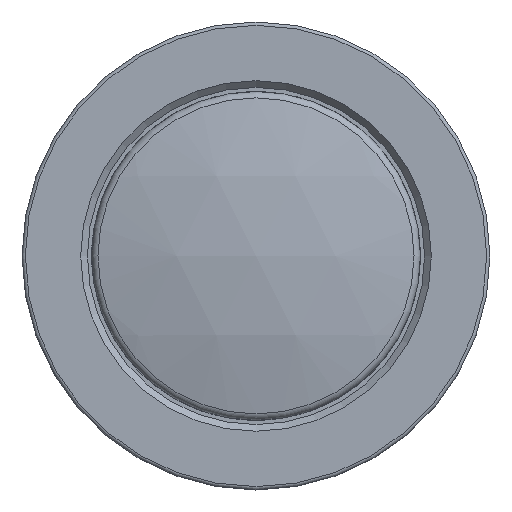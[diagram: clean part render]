
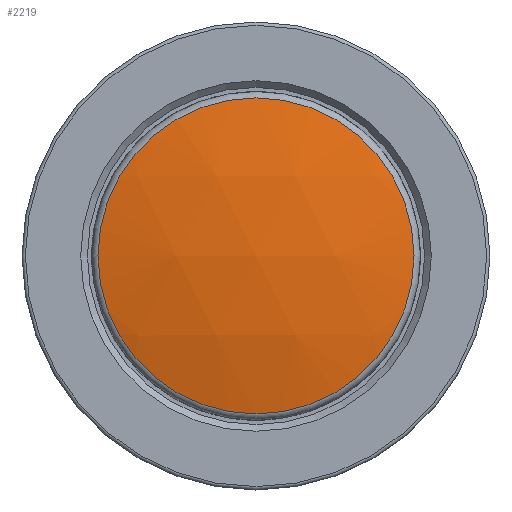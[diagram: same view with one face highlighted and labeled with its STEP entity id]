
A CAD part, top view. The second image highlights one B-rep face of the part: STEP entity #2219.
In plain terms, the highlighted spherical face has radius 39 mm.
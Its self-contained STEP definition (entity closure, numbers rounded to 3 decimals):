
#16=SPHERICAL_SURFACE('',#2484,39.);
#293=FACE_OUTER_BOUND('',#437,.T.);
#437=EDGE_LOOP('',(#2067,#2068));
#889=CIRCLE('',#2485,9.421);
#890=CIRCLE('',#2486,9.421);
#1110=VERTEX_POINT('',#3931);
#1111=VERTEX_POINT('',#3932);
#1431=EDGE_CURVE('',#1110,#1111,#889,.T.);
#1432=EDGE_CURVE('',#1111,#1110,#890,.T.);
#2067=ORIENTED_EDGE('',*,*,#1431,.F.);
#2068=ORIENTED_EDGE('',*,*,#1432,.F.);
#2219=ADVANCED_FACE('',(#293),#16,.T.);
#2484=AXIS2_PLACEMENT_3D('',#3930,#3137,#3138);
#2485=AXIS2_PLACEMENT_3D('',#3933,#3139,#3140);
#2486=AXIS2_PLACEMENT_3D('',#3934,#3141,#3142);
#3137=DIRECTION('center_axis',(0.,-1.,0.));
#3138=DIRECTION('ref_axis',(1.,0.,0.));
#3139=DIRECTION('center_axis',(0.,0.,
-1.));
#3140=DIRECTION('ref_axis',(1.,0.,0.));
#3141=DIRECTION('center_axis',(0.,0.,
-1.));
#3142=DIRECTION('ref_axis',(1.,0.,0.));
#3930=CARTESIAN_POINT('Origin',(0.,0.,
-1.55));
#3931=CARTESIAN_POINT('',(9.421,0.,36.295));
#3932=CARTESIAN_POINT('',(0.,-9.421,36.295));
#3933=CARTESIAN_POINT('Origin',(0.,0.,
36.295));
#3934=CARTESIAN_POINT('Origin',(0.,0.,
36.295));
